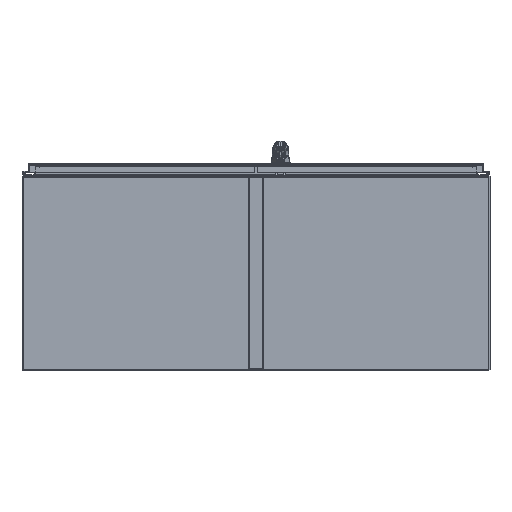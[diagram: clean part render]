
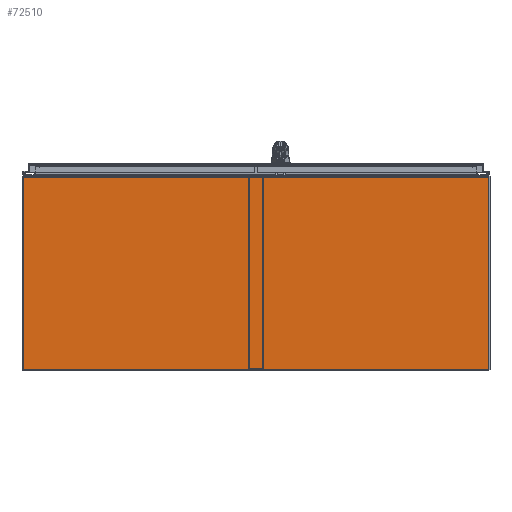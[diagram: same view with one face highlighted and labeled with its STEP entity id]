
A CAD part, front view. The second image highlights one B-rep face of the part: STEP entity #72510.
In plain terms, the highlighted face is planar.
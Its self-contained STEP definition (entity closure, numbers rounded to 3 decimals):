
#13111=PLANE('',#79473);
#18217=LINE('',#189966,#23670);
#18222=LINE('',#189982,#23675);
#18225=LINE('',#189988,#23678);
#18226=LINE('',#189989,#23679);
#23670=VECTOR('',#96697,0.394);
#23675=VECTOR('',#96718,0.394);
#23678=VECTOR('',#96723,0.394);
#23679=VECTOR('',#96724,0.394);
#26909=FACE_OUTER_BOUND('',#30122,.T.);
#30122=EDGE_LOOP('',(#67369,#67370,#67371,#67372));
#42776=VERTEX_POINT('',#189963);
#42777=VERTEX_POINT('',#189965);
#42780=VERTEX_POINT('',#189981);
#42782=VERTEX_POINT('',#189987);
#53323=EDGE_CURVE('',#42777,#42776,#18217,.T.);
#53331=EDGE_CURVE('',#42777,#42780,#18222,.T.);
#53334=EDGE_CURVE('',#42782,#42776,#18225,.T.);
#53335=EDGE_CURVE('',#42780,#42782,#18226,.T.);
#67369=ORIENTED_EDGE('',*,*,#53323,.T.);
#67370=ORIENTED_EDGE('',*,*,#53334,.F.);
#67371=ORIENTED_EDGE('',*,*,#53335,.F.);
#67372=ORIENTED_EDGE('',*,*,#53331,.F.);
#72510=ADVANCED_FACE('',(#26909),#13111,.T.);
#79473=AXIS2_PLACEMENT_3D('',#189986,#96721,#96722);
#96697=DIRECTION('',(1.,0.,0.));
#96718=DIRECTION('',(0.,1.,0.));
#96721=DIRECTION('center_axis',(0.,0.,1.));
#96722=DIRECTION('ref_axis',(1.,0.,0.));
#96723=DIRECTION('',(0.,-1.,0.));
#96724=DIRECTION('',(1.,0.,0.));
#189963=CARTESIAN_POINT('',(23.929,-9.768,0.134));
#189965=CARTESIAN_POINT('',(-23.929,-9.768,0.134));
#189966=CARTESIAN_POINT('',(-11.964,-9.768,0.134));
#189981=CARTESIAN_POINT('',(-23.929,9.996,0.134));
#189982=CARTESIAN_POINT('',(-23.929,-9.995,0.134));
#189986=CARTESIAN_POINT('Origin',(0.,0.,
0.134));
#189987=CARTESIAN_POINT('',(23.929,9.995,0.134));
#189988=CARTESIAN_POINT('',(23.929,9.995,0.134));
#189989=CARTESIAN_POINT('',(-23.929,9.996,0.134));
